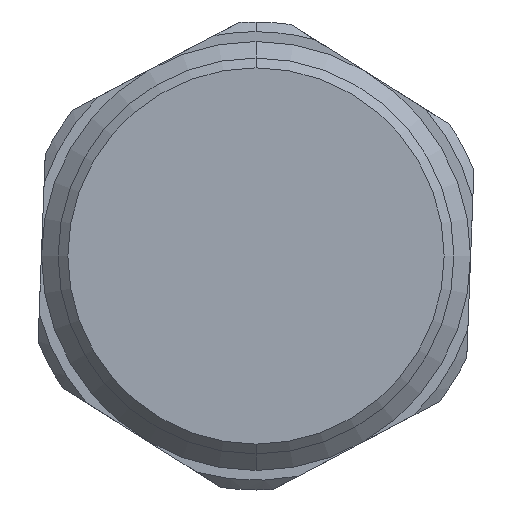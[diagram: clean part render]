
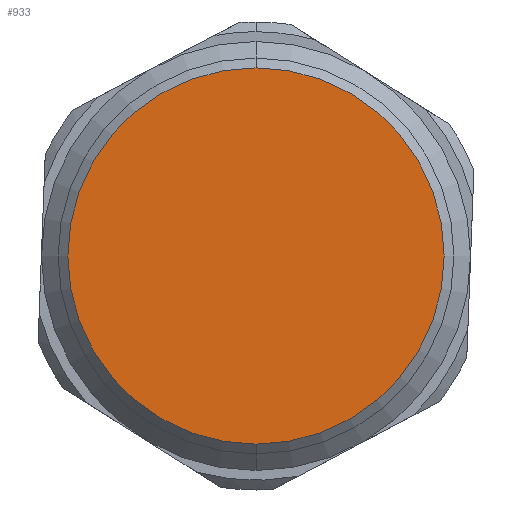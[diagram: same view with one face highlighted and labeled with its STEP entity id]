
A CAD part, front view. The second image highlights one B-rep face of the part: STEP entity #933.
In plain terms, the highlighted planar face has unit normal (0, -1, 0).
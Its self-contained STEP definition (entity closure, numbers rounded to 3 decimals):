
#85 = CARTESIAN_POINT ( 'NONE',  ( 0., 0., 0. ) ) ;
#164 = DIRECTION ( 'NONE',  ( 0., -1., 0. ) ) ;
#166 = CARTESIAN_POINT ( 'NONE',  ( 0., 0., 0. ) ) ;
#168 = DIRECTION ( 'NONE',  ( 0., 0., 1. ) ) ;
#264 = DIRECTION ( 'NONE',  ( 0., 0., 1. ) ) ;
#270 = DIRECTION ( 'NONE',  ( 0., -1., 0. ) ) ;
#461 = EDGE_LOOP ( 'NONE', ( #1634, #1621 ) ) ;
#514 = AXIS2_PLACEMENT_3D ( 'NONE', #166, #164, #168 ) ;
#585 = AXIS2_PLACEMENT_3D ( 'NONE', #85, #270, #264 ) ;
#765 = CIRCLE ( 'NONE', #514, 9.65 ) ;
#774 = EDGE_CURVE ( 'NONE', #1716, #1715, #852, .T. ) ;
#852 = CIRCLE ( 'NONE', #585, 9.65 ) ;
#868 = EDGE_CURVE ( 'NONE', #1715, #1716, #765, .T. ) ;
#933 = ADVANCED_FACE ( 'NONE', ( #1469 ), #976, .F. ) ;
#976 = PLANE ( 'NONE',  #1470 ) ;
#986 = CARTESIAN_POINT ( 'NONE',  ( 0., 0., 0. ) ) ;
#1022 = CARTESIAN_POINT ( 'NONE',  ( 0., 0., 9.65 ) ) ;
#1079 = DIRECTION ( 'NONE',  ( 0., 0., 1. ) ) ;
#1086 = CARTESIAN_POINT ( 'NONE',  ( 0., 0., -9.65 ) ) ;
#1218 = DIRECTION ( 'NONE',  ( 0., 1., 0. ) ) ;
#1469 = FACE_OUTER_BOUND ( 'NONE', #461, .T. ) ;
#1470 = AXIS2_PLACEMENT_3D ( 'NONE', #986, #1218, #1079 ) ;
#1621 = ORIENTED_EDGE ( 'NONE', *, *, #774, .T. ) ;
#1634 = ORIENTED_EDGE ( 'NONE', *, *, #868, .T. ) ;
#1715 = VERTEX_POINT ( 'NONE', #1022 ) ;
#1716 = VERTEX_POINT ( 'NONE', #1086 ) ;
